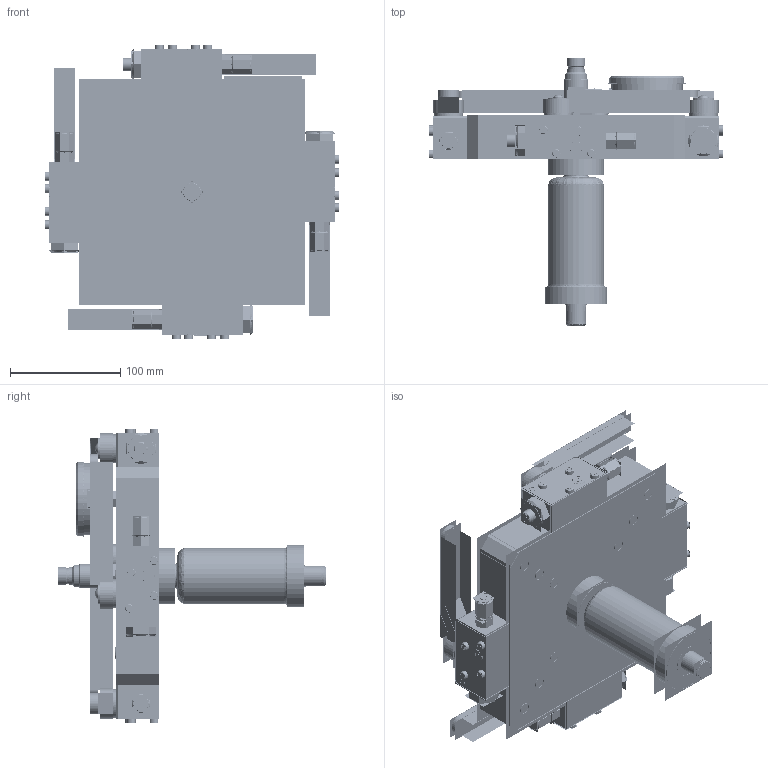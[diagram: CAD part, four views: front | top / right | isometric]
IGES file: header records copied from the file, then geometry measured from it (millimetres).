
Start section:  PTC IGES file: ilc56000301.igs
Global section: file name: ilc56000301.igs; native system: Pro/ENGINEER by Parametric Technology Corporation; preprocessor: 2007460; author: jdw; organization: Unknown; date: 20080416.130801; units: inch
Bounding box: 267.09 x 242.74 x 267.1 mm (x, y, z)
Surface area: 726851.2 mm2 (no closed solid volume)
Topology: 0 solids, 0 shells, 2688 faces, 33865 edges, 44280 vertices
Faces by surface type: revolution 1466, bspline 1222
